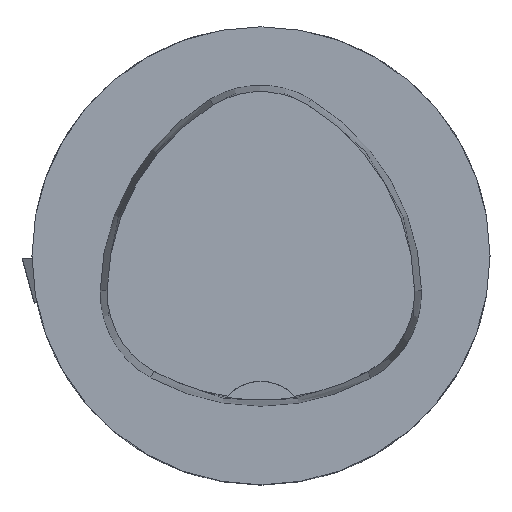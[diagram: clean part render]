
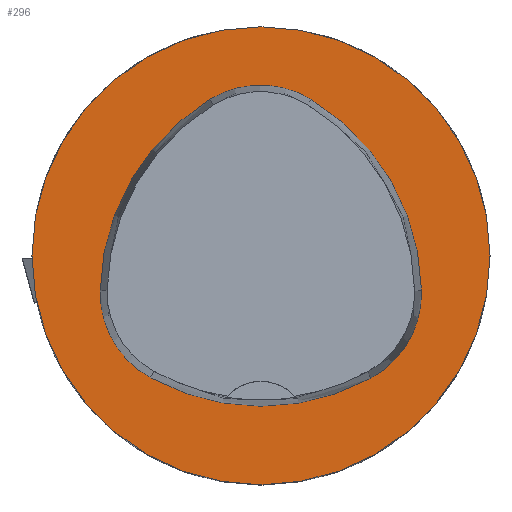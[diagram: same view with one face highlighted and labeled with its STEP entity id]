
A CAD part, top view. The second image highlights one B-rep face of the part: STEP entity #296.
In plain terms, the highlighted planar face has unit normal (0, 0, 1).
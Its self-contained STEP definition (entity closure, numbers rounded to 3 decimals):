
#129=FACE_BOUND('',#502,.T.);
#130=FACE_BOUND('',#503,.T.);
#175=PLANE('',#1950);
#296=ADVANCED_FACE('',(#129,#130),#175,.T.);
#502=EDGE_LOOP('',(#930,#931,#932,#933,#934,#935));
#503=EDGE_LOOP('',(#936));
#564=CIRCLE('',#1927,20.);
#566=CIRCLE('',#1930,8.5);
#568=CIRCLE('',#1933,20.);
#570=CIRCLE('',#1936,8.5);
#574=CIRCLE('',#1941,20.);
#576=CIRCLE('',#1944,8.5);
#579=CIRCLE('',#1949,20.);
#930=ORIENTED_EDGE('',*,*,#1411,.T.);
#931=ORIENTED_EDGE('',*,*,#1391,.T.);
#932=ORIENTED_EDGE('',*,*,#1395,.T.);
#933=ORIENTED_EDGE('',*,*,#1398,.T.);
#934=ORIENTED_EDGE('',*,*,#1401,.T.);
#935=ORIENTED_EDGE('',*,*,#1409,.T.);
#936=ORIENTED_EDGE('',*,*,#1414,.F.);
#1180=VERTEX_POINT('',#3066);
#1181=VERTEX_POINT('',#3067);
#1184=VERTEX_POINT('',#3075);
#1186=VERTEX_POINT('',#3081);
#1188=VERTEX_POINT('',#3087);
#1195=VERTEX_POINT('',#3108);
#1196=VERTEX_POINT('',#3118);
#1391=EDGE_CURVE('',#1180,#1181,#564,.T.);
#1395=EDGE_CURVE('',#1181,#1184,#566,.T.);
#1398=EDGE_CURVE('',#1184,#1186,#568,.T.);
#1401=EDGE_CURVE('',#1186,#1188,#570,.T.);
#1409=EDGE_CURVE('',#1188,#1195,#574,.T.);
#1411=EDGE_CURVE('',#1195,#1180,#576,.T.);
#1414=EDGE_CURVE('',#1196,#1196,#579,.T.);
#1927=AXIS2_PLACEMENT_3D('',#3065,#2328,#2329);
#1930=AXIS2_PLACEMENT_3D('',#3074,#2336,#2337);
#1933=AXIS2_PLACEMENT_3D('',#3080,#2343,#2344);
#1936=AXIS2_PLACEMENT_3D('',#3086,#2350,#2351);
#1941=AXIS2_PLACEMENT_3D('',#3109,#2362,#2363);
#1944=AXIS2_PLACEMENT_3D('',#3112,#2368,#2369);
#1949=AXIS2_PLACEMENT_3D('',#3117,#2378,#2379);
#1950=AXIS2_PLACEMENT_3D('',#3119,#2380,#2381);
#2328=DIRECTION('',(0.,0.,-1.));
#2329=DIRECTION('',(-1.,0.,0.));
#2336=DIRECTION('',(0.,0.,-1.));
#2337=DIRECTION('',(-1.,0.,0.));
#2343=DIRECTION('',(0.,0.,-1.));
#2344=DIRECTION('',(-1.,0.,0.));
#2350=DIRECTION('',(0.,0.,-1.));
#2351=DIRECTION('',(-1.,0.,0.));
#2362=DIRECTION('',(0.,0.,-1.));
#2363=DIRECTION('',(-1.,0.,0.));
#2368=DIRECTION('',(0.,0.,-1.));
#2369=DIRECTION('',(-1.,0.,0.));
#2378=DIRECTION('',(0.,0.,-1.));
#2379=DIRECTION('',(-1.,0.,0.));
#2380=DIRECTION('',(0.,0.,1.));
#2381=DIRECTION('',(1.,0.,0.));
#3065=CARTESIAN_POINT('',(5.955,-3.414,0.));
#3066=CARTESIAN_POINT('',(-14.041,-3.042,0.));
#3067=CARTESIAN_POINT('',(-4.472,13.653,0.));
#3074=CARTESIAN_POINT('',(-0.04,6.4,0.));
#3075=CARTESIAN_POINT('',(4.347,13.68,0.));
#3080=CARTESIAN_POINT('',(-5.976,-3.45,0.));
#3081=CARTESIAN_POINT('',(14.021,-3.075,0.));
#3086=CARTESIAN_POINT('',(5.522,-3.235,0.));
#3087=CARTESIAN_POINT('',(9.588,-10.699,0.));
#3108=CARTESIAN_POINT('',(-9.655,-10.639,0.));
#3109=CARTESIAN_POINT('',(0.022,6.864,0.));
#3112=CARTESIAN_POINT('',(-5.543,-3.2,0.));
#3117=CARTESIAN_POINT('',(0.,0.,0.));
#3118=CARTESIAN_POINT('',(-20.,0.,0.));
#3119=CARTESIAN_POINT('',(0.,0.,0.));
